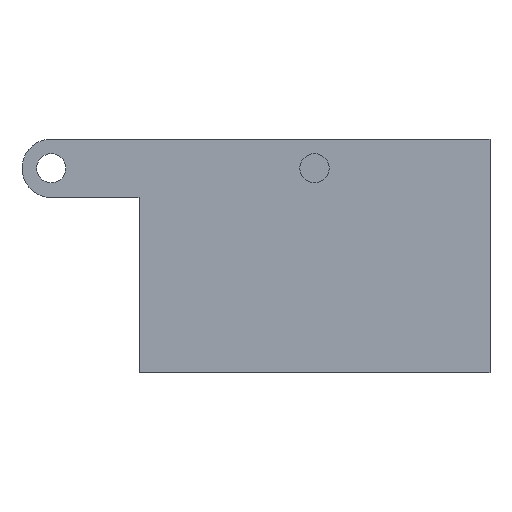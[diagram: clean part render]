
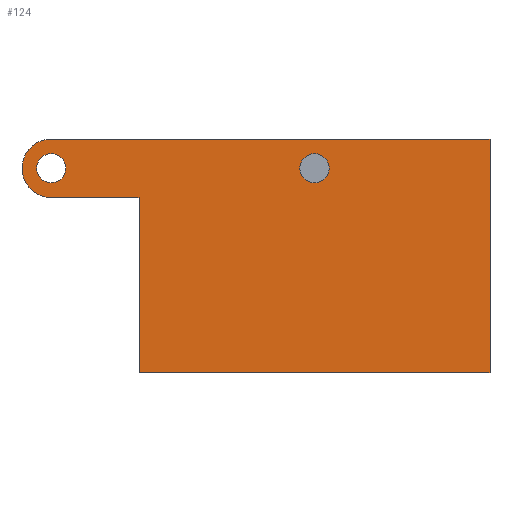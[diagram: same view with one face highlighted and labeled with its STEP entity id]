
A CAD part, front view. The second image highlights one B-rep face of the part: STEP entity #124.
In plain terms, the highlighted planar face has unit normal (0, -1, 0).
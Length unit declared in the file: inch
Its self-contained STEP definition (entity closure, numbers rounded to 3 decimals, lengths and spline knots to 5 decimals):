
#6 = FACE_BOUND ( 'NONE', #1168, .T. ) ;
#13 = ORIENTED_EDGE ( 'NONE', *, *, #445, .T. ) ;
#15 = CARTESIAN_POINT ( 'NONE',  ( 1.5, -4., 2. ) ) ;
#22 = VERTEX_POINT ( 'NONE', #1107 ) ;
#30 = VERTEX_POINT ( 'NONE', #727 ) ;
#38 = CARTESIAN_POINT ( 'NONE',  ( 1.5, -4., 0. ) ) ;
#44 = VECTOR ( 'NONE', #872, 39.37008 ) ;
#61 = DIRECTION ( 'NONE',  ( 1., 0., 0. ) ) ;
#70 = LINE ( 'NONE', #960, #80 ) ;
#73 = PLANE ( 'NONE',  #477 ) ;
#80 = VECTOR ( 'NONE', #855, 39.37008 ) ;
#94 = CARTESIAN_POINT ( 'NONE',  ( -2.375, -4., 1.75 ) ) ;
#102 = VERTEX_POINT ( 'NONE', #38 ) ;
#108 = ORIENTED_EDGE ( 'NONE', *, *, #979, .F. ) ;
#118 = VERTEX_POINT ( 'NONE', #1021 ) ;
#123 = ORIENTED_EDGE ( 'NONE', *, *, #737, .F. ) ;
#124 = ADVANCED_FACE ( 'NONE', ( #1262, #701, #6 ), #73, .F. ) ;
#125 = VECTOR ( 'NONE', #1251, 39.37008 ) ;
#136 = VECTOR ( 'NONE', #1259, 39.37008 ) ;
#146 = VERTEX_POINT ( 'NONE', #587 ) ;
#167 = LINE ( 'NONE', #953, #136 ) ;
#205 = ORIENTED_EDGE ( 'NONE', *, *, #721, .T. ) ;
#259 = ORIENTED_EDGE ( 'NONE', *, *, #397, .F. ) ;
#277 = DIRECTION ( 'NONE',  ( 1., 0., 0. ) ) ;
#288 = CARTESIAN_POINT ( 'NONE',  ( 0., -4., 1.75 ) ) ;
#292 = EDGE_CURVE ( 'NONE', #419, #22, #406, .T. ) ;
#314 = CARTESIAN_POINT ( 'NONE',  ( -1.5, -4., 1.5 ) ) ;
#315 = AXIS2_PLACEMENT_3D ( 'NONE', #896, #1100, #277 ) ;
#320 = CARTESIAN_POINT ( 'NONE',  ( -2.25, -4., 1.75 ) ) ;
#331 = ORIENTED_EDGE ( 'NONE', *, *, #643, .T. ) ;
#389 = DIRECTION ( 'NONE',  ( -1., 0., 0. ) ) ;
#397 = EDGE_CURVE ( 'NONE', #1003, #421, #1158, .T. ) ;
#406 = CIRCLE ( 'NONE', #1017, 0.125 ) ;
#417 = EDGE_CURVE ( 'NONE', #118, #421, #1179, .T. ) ;
#419 = VERTEX_POINT ( 'NONE', #1048 ) ;
#421 = VERTEX_POINT ( 'NONE', #566 ) ;
#445 = EDGE_CURVE ( 'NONE', #146, #102, #1172, .T. ) ;
#465 = DIRECTION ( 'NONE',  ( -1., 0., 0. ) ) ;
#468 = AXIS2_PLACEMENT_3D ( 'NONE', #969, #873, #957 ) ;
#470 = DIRECTION ( 'NONE',  ( 0., 1., 0. ) ) ;
#477 = AXIS2_PLACEMENT_3D ( 'NONE', #15, #470, #389 ) ;
#478 = ORIENTED_EDGE ( 'NONE', *, *, #1242, .F. ) ;
#479 = CARTESIAN_POINT ( 'NONE',  ( -1.5, -4., 2. ) ) ;
#483 = CARTESIAN_POINT ( 'NONE',  ( -2.25, -4., 1.75 ) ) ;
#504 = VERTEX_POINT ( 'NONE', #94 ) ;
#545 = AXIS2_PLACEMENT_3D ( 'NONE', #320, #1047, #1157 ) ;
#566 = CARTESIAN_POINT ( 'NONE',  ( -2.25, -4., 1.5 ) ) ;
#587 = CARTESIAN_POINT ( 'NONE',  ( -1.5, -4., 0. ) ) ;
#628 = VERTEX_POINT ( 'NONE', #696 ) ;
#643 = EDGE_CURVE ( 'NONE', #22, #419, #661, .T. ) ;
#661 = CIRCLE ( 'NONE', #468, 0.125 ) ;
#681 = DIRECTION ( 'NONE',  ( 0., -1., 0. ) ) ;
#696 = CARTESIAN_POINT ( 'NONE',  ( -2.125, -4., 1.75 ) ) ;
#701 = FACE_OUTER_BOUND ( 'NONE', #1177, .T. ) ;
#707 = ORIENTED_EDGE ( 'NONE', *, *, #417, .T. ) ;
#721 = EDGE_CURVE ( 'NONE', #1003, #146, #850, .T. ) ;
#727 = CARTESIAN_POINT ( 'NONE',  ( 1.5, -4., 2. ) ) ;
#737 = EDGE_CURVE ( 'NONE', #30, #102, #167, .T. ) ;
#760 = EDGE_LOOP ( 'NONE', ( #1232, #331 ) ) ;
#850 = LINE ( 'NONE', #479, #125 ) ;
#855 = DIRECTION ( 'NONE',  ( 1., 0., 0. ) ) ;
#872 = DIRECTION ( 'NONE',  ( 1., 0., 0. ) ) ;
#873 = DIRECTION ( 'NONE',  ( 0., 1., 0. ) ) ;
#885 = EDGE_CURVE ( 'NONE', #504, #628, #1234, .T. ) ;
#896 = CARTESIAN_POINT ( 'NONE',  ( -2.25, -4., 1.75 ) ) ;
#943 = CARTESIAN_POINT ( 'NONE',  ( 0., -4., 1.5 ) ) ;
#953 = CARTESIAN_POINT ( 'NONE',  ( 1.5, -4., 2. ) ) ;
#957 = DIRECTION ( 'NONE',  ( -1., 0., 0. ) ) ;
#960 = CARTESIAN_POINT ( 'NONE',  ( 1.5, -4., 2. ) ) ;
#969 = CARTESIAN_POINT ( 'NONE',  ( 0., -4., 1.75 ) ) ;
#979 = EDGE_CURVE ( 'NONE', #628, #504, #1014, .T. ) ;
#1003 = VERTEX_POINT ( 'NONE', #314 ) ;
#1014 = CIRCLE ( 'NONE', #315, 0.125 ) ;
#1017 = AXIS2_PLACEMENT_3D ( 'NONE', #288, #1150, #465 ) ;
#1020 = ORIENTED_EDGE ( 'NONE', *, *, #885, .F. ) ;
#1021 = CARTESIAN_POINT ( 'NONE',  ( -2.25, -4., 2. ) ) ;
#1040 = DIRECTION ( 'NONE',  ( -1., 0., 0. ) ) ;
#1047 = DIRECTION ( 'NONE',  ( 0., -1., 0. ) ) ;
#1048 = CARTESIAN_POINT ( 'NONE',  ( 0.125, -4., 1.75 ) ) ;
#1076 = VECTOR ( 'NONE', #1040, 39.37008 ) ;
#1100 = DIRECTION ( 'NONE',  ( 0., -1., 0. ) ) ;
#1107 = CARTESIAN_POINT ( 'NONE',  ( -0.125, -4., 1.75 ) ) ;
#1122 = AXIS2_PLACEMENT_3D ( 'NONE', #483, #681, #61 ) ;
#1150 = DIRECTION ( 'NONE',  ( 0., 1., 0. ) ) ;
#1157 = DIRECTION ( 'NONE',  ( 1., 0., 0. ) ) ;
#1158 = LINE ( 'NONE', #943, #1076 ) ;
#1168 = EDGE_LOOP ( 'NONE', ( #108, #1020 ) ) ;
#1172 = LINE ( 'NONE', #1252, #44 ) ;
#1177 = EDGE_LOOP ( 'NONE', ( #13, #123, #478, #707, #259, #205 ) ) ;
#1179 = CIRCLE ( 'NONE', #1122, 0.25 ) ;
#1232 = ORIENTED_EDGE ( 'NONE', *, *, #292, .T. ) ;
#1234 = CIRCLE ( 'NONE', #545, 0.125 ) ;
#1242 = EDGE_CURVE ( 'NONE', #118, #30, #70, .T. ) ;
#1251 = DIRECTION ( 'NONE',  ( 0., 0., -1. ) ) ;
#1252 = CARTESIAN_POINT ( 'NONE',  ( 1.5, -4., 0. ) ) ;
#1259 = DIRECTION ( 'NONE',  ( 0., 0., -1. ) ) ;
#1262 = FACE_BOUND ( 'NONE', #760, .T. ) ;
